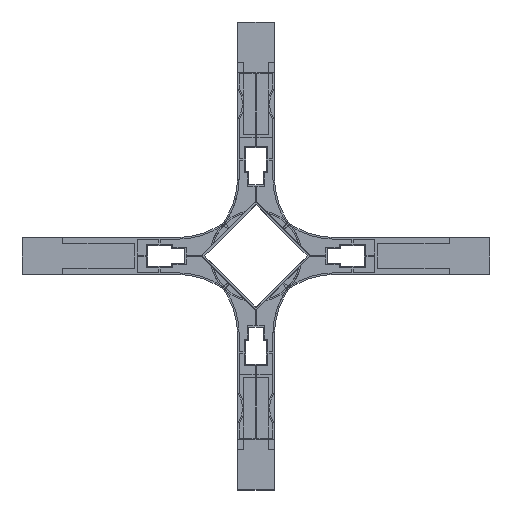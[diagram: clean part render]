
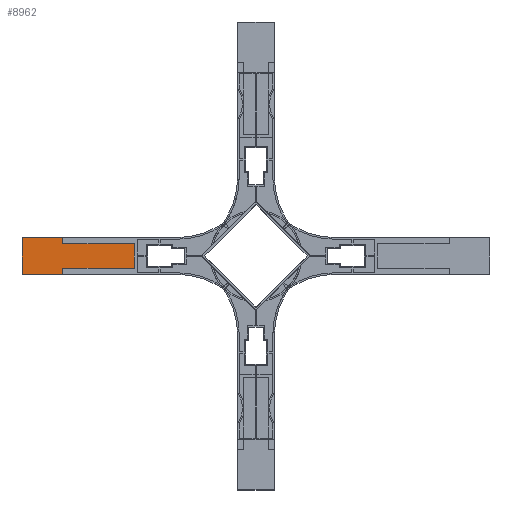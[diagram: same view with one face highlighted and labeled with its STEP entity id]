
A CAD part, top view. The second image highlights one B-rep face of the part: STEP entity #8962.
In plain terms, the highlighted planar face has unit normal (0, 0, 1).
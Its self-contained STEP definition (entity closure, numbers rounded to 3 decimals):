
#290=FACE_OUTER_BOUND('',#758,.T.);
#758=EDGE_LOOP('',(#5949,#5950,#5951,#5952,#5953,#5954,#5955,#5956));
#1307=LINE('',#12639,#2499);
#1311=LINE('',#12648,#2503);
#1315=LINE('',#12657,#2507);
#1320=LINE('',#12667,#2512);
#1322=LINE('',#12671,#2514);
#1323=LINE('',#12672,#2515);
#1324=LINE('',#12673,#2516);
#1325=LINE('',#12674,#2517);
#2499=VECTOR('',#10150,10.);
#2503=VECTOR('',#10156,10.);
#2507=VECTOR('',#10162,10.);
#2512=VECTOR('',#10169,10.);
#2514=VECTOR('',#10173,10.);
#2515=VECTOR('',#10174,10.);
#2516=VECTOR('',#10175,10.);
#2517=VECTOR('',#10176,10.);
#3689=VERTEX_POINT('',#12637);
#3690=VERTEX_POINT('',#12638);
#3693=VERTEX_POINT('',#12646);
#3694=VERTEX_POINT('',#12647);
#3697=VERTEX_POINT('',#12655);
#3698=VERTEX_POINT('',#12656);
#3701=VERTEX_POINT('',#12664);
#3703=VERTEX_POINT('',#12670);
#4587=EDGE_CURVE('',#3689,#3690,#1307,.T.);
#4591=EDGE_CURVE('',#3693,#3694,#1311,.T.);
#4595=EDGE_CURVE('',#3697,#3698,#1315,.T.);
#4600=EDGE_CURVE('',#3701,#3698,#1320,.T.);
#4602=EDGE_CURVE('',#3703,#3701,#1322,.T.);
#4603=EDGE_CURVE('',#3703,#3693,#1323,.T.);
#4604=EDGE_CURVE('',#3694,#3689,#1324,.T.);
#4605=EDGE_CURVE('',#3697,#3690,#1325,.T.);
#5949=ORIENTED_EDGE('',*,*,#4602,.F.);
#5950=ORIENTED_EDGE('',*,*,#4603,.T.);
#5951=ORIENTED_EDGE('',*,*,#4591,.T.);
#5952=ORIENTED_EDGE('',*,*,#4604,.T.);
#5953=ORIENTED_EDGE('',*,*,#4587,.T.);
#5954=ORIENTED_EDGE('',*,*,#4605,.F.);
#5955=ORIENTED_EDGE('',*,*,#4595,.T.);
#5956=ORIENTED_EDGE('',*,*,#4600,.F.);
#8566=PLANE('',#9447);
#8962=ADVANCED_FACE('',(#290),#8566,.F.);
#9447=AXIS2_PLACEMENT_3D('',#12669,#10171,#10172);
#10150=DIRECTION('',(0.,-1.,0.));
#10156=DIRECTION('',(0.,1.,0.));
#10162=DIRECTION('',(0.,1.,0.));
#10169=DIRECTION('',(-1.,0.,0.));
#10171=DIRECTION('center_axis',(0.,0.,
-1.));
#10172=DIRECTION('ref_axis',(0.,-1.,0.));
#10173=DIRECTION('',(0.,-1.,0.));
#10174=DIRECTION('',(-1.,0.,0.));
#10175=DIRECTION('',(-1.,0.,0.));
#10176=DIRECTION('',(-1.,0.,0.));
#12637=CARTESIAN_POINT('',(-114.6,9.,1.));
#12638=CARTESIAN_POINT('',(-114.6,-9.,1.));
#12639=CARTESIAN_POINT('',(-114.6,-9.,1.));
#12646=CARTESIAN_POINT('',(-94.6,6.,1.));
#12647=CARTESIAN_POINT('',(-94.6,9.,1.));
#12648=CARTESIAN_POINT('',(-94.6,4.5,1.));
#12655=CARTESIAN_POINT('',(-94.6,-9.,1.));
#12656=CARTESIAN_POINT('',(-94.6,-6.,1.));
#12657=CARTESIAN_POINT('',(-94.6,4.5,1.));
#12664=CARTESIAN_POINT('',(-59.6,-6.,1.));
#12667=CARTESIAN_POINT('',(-59.6,-6.,1.));
#12669=CARTESIAN_POINT('Origin',(-59.6,6.,1.));
#12670=CARTESIAN_POINT('',(-59.6,6.,1.));
#12671=CARTESIAN_POINT('',(-59.6,-2.529,1.));
#12672=CARTESIAN_POINT('',(-59.6,6.,1.));
#12673=CARTESIAN_POINT('',(-94.6,9.,1.));
#12674=CARTESIAN_POINT('',(-94.6,-9.,1.));
